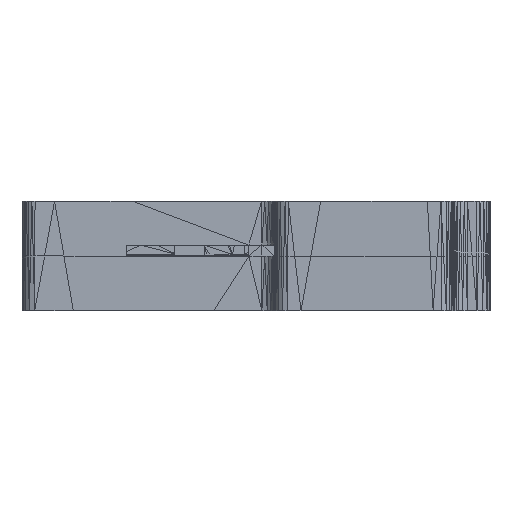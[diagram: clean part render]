
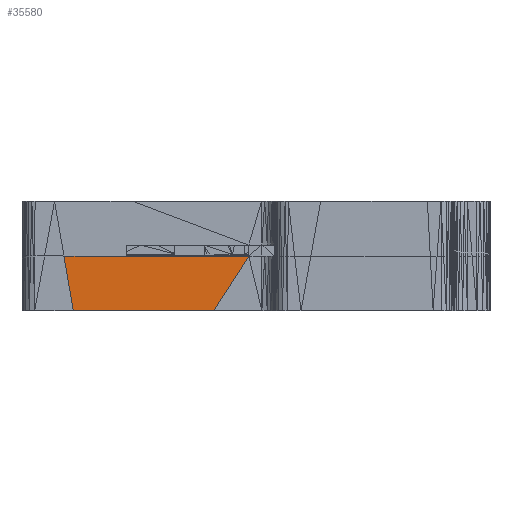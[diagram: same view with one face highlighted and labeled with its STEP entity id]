
A CAD part, left-side view. The second image highlights one B-rep face of the part: STEP entity #35580.
In plain terms, the highlighted planar face has unit normal (-1, 0, 0).
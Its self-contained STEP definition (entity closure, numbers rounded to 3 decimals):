
#438=FACE_OUTER_BOUND('',#2863,.T.);
#2863=EDGE_LOOP('',(#24173,#24174,#24175,#24176,#24177));
#5000=LINE('',#50108,#10046);
#5965=LINE('',#52032,#11011);
#5973=LINE('',#52048,#11019);
#5974=LINE('',#52050,#11020);
#5975=LINE('',#52051,#11021);
#10046=VECTOR('',#40193,1.);
#11011=VECTOR('',#41872,1.);
#11019=VECTOR('',#41884,1.);
#11020=VECTOR('',#41887,10.);
#11021=VECTOR('',#41888,1.);
#15059=VERTEX_POINT('',#50081);
#15068=VERTEX_POINT('',#50107);
#15670=VERTEX_POINT('',#52031);
#15675=VERTEX_POINT('',#52044);
#15676=VERTEX_POINT('',#52046);
#17705=EDGE_CURVE('',#15059,#15068,#5000,.T.);
#18670=EDGE_CURVE('',#15670,#15068,#5965,.T.);
#18678=EDGE_CURVE('',#15675,#15676,#5973,.T.);
#18679=EDGE_CURVE('',#15675,#15059,#5974,.T.);
#18680=EDGE_CURVE('',#15676,#15670,#5975,.T.);
#24173=ORIENTED_EDGE('',*,*,#18670,.T.);
#24174=ORIENTED_EDGE('',*,*,#17705,.F.);
#24175=ORIENTED_EDGE('',*,*,#18679,.F.);
#24176=ORIENTED_EDGE('',*,*,#18678,.T.);
#24177=ORIENTED_EDGE('',*,*,#18680,.T.);
#33157=PLANE('',#38018);
#35580=ADVANCED_FACE('',(#438),#33157,.T.);
#38018=AXIS2_PLACEMENT_3D('',#52049,#41885,#41886);
#40193=DIRECTION('',(0.,-1.,0.));
#41872=DIRECTION('',(0.,-0.538,0.843));
#41884=DIRECTION('',(0.,-0.169,-0.986));
#41885=DIRECTION('center_axis',(-1.,0.,0.));
#41886=DIRECTION('ref_axis',(0.,0.,1.));
#41887=DIRECTION('',(0.,-1.,0.));
#41888=DIRECTION('',(0.,-1.,0.));
#50081=CARTESIAN_POINT('',(-94.583,99.433,15.));
#50107=CARTESIAN_POINT('',(-94.583,65.933,15.));
#50108=CARTESIAN_POINT('',(-94.583,99.433,15.));
#52031=CARTESIAN_POINT('',(-94.583,75.504,0.));
#52032=CARTESIAN_POINT('',(-94.583,75.504,0.));
#52044=CARTESIAN_POINT('',(-94.583,116.514,15.));
#52046=CARTESIAN_POINT('',(-94.583,113.945,0.));
#52048=CARTESIAN_POINT('',(-94.583,119.083,30.));
#52049=CARTESIAN_POINT('Origin',(-94.583,99.433,15.));
#52050=CARTESIAN_POINT('',(-94.583,88.952,15.));
#52051=CARTESIAN_POINT('',(-94.583,99.483,0.));
